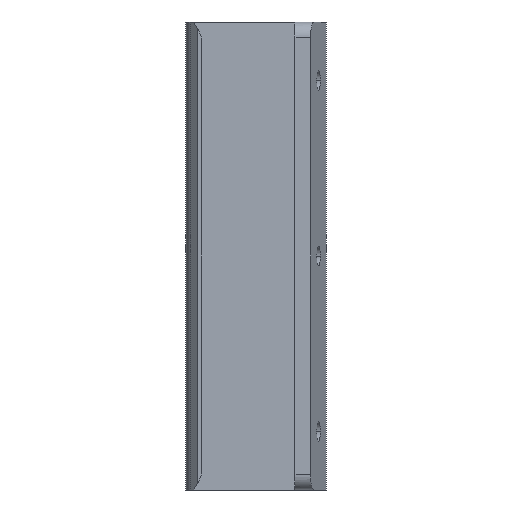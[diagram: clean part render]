
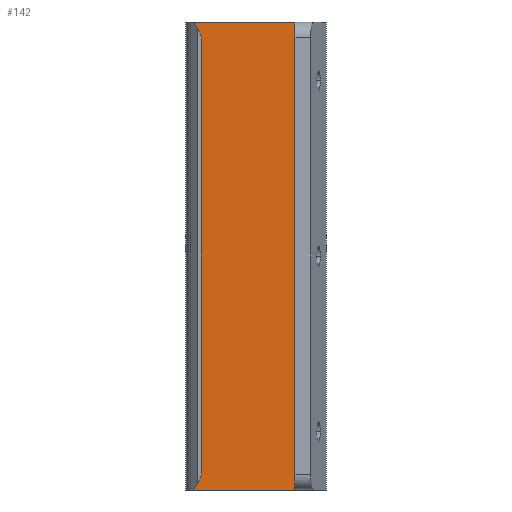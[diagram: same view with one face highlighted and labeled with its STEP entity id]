
A CAD part, left-side view. The second image highlights one B-rep face of the part: STEP entity #142.
In plain terms, the highlighted planar face has unit normal (-1, 0, 0).
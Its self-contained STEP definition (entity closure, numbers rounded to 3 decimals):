
#22 = CARTESIAN_POINT ( 'NONE',  ( 10., 0., -30. ) ) ;
#32 = EDGE_CURVE ( 'NONE', #573, #51, #480, .T. ) ;
#37 = ORIENTED_EDGE ( 'NONE', *, *, #48, .T. ) ;
#48 = EDGE_CURVE ( 'NONE', #49, #897, #182, .T. ) ;
#49 = VERTEX_POINT ( 'NONE', #161 ) ;
#51 = VERTEX_POINT ( 'NONE', #187 ) ;
#53 = CARTESIAN_POINT ( 'NONE',  ( 10., 0., 30. ) ) ;
#85 = DIRECTION ( 'NONE',  ( 1., 0., 0. ) ) ;
#93 = DIRECTION ( 'NONE',  ( 0., -1., 0. ) ) ;
#100 = VECTOR ( 'NONE', #543, 1000. ) ;
#134 = ORIENTED_EDGE ( 'NONE', *, *, #570, .T. ) ;
#142 = ADVANCED_FACE ( 'NONE', ( #247 ), #890, .F. ) ;
#144 = EDGE_CURVE ( 'NONE', #184, #891, #862, .T. ) ;
#161 = CARTESIAN_POINT ( 'NONE',  ( 10., 12.268, -28.732 ) ) ;
#163 = AXIS2_PLACEMENT_3D ( 'NONE', #437, #580, #852 ) ;
#165 = VECTOR ( 'NONE', #93, 1000. ) ;
#170 = CARTESIAN_POINT ( 'NONE',  ( 10., 13., 30. ) ) ;
#182 = LINE ( 'NONE', #657, #100 ) ;
#184 = VERTEX_POINT ( 'NONE', #170 ) ;
#185 = ORIENTED_EDGE ( 'NONE', *, *, #851, .F. ) ;
#187 = CARTESIAN_POINT ( 'NONE',  ( 10., 12., -27.732 ) ) ;
#202 = VECTOR ( 'NONE', #518, 1000. ) ;
#209 = CARTESIAN_POINT ( 'NONE',  ( 10., 13., -30. ) ) ;
#214 = LINE ( 'NONE', #22, #165 ) ;
#219 = VERTEX_POINT ( 'NONE', #239 ) ;
#239 = CARTESIAN_POINT ( 'NONE',  ( 10., 0., -30. ) ) ;
#247 = FACE_OUTER_BOUND ( 'NONE', #249, .T. ) ;
#249 = EDGE_LOOP ( 'NONE', ( #538, #185, #431, #713, #666, #636, #134, #37 ) ) ;
#323 = VECTOR ( 'NONE', #369, 1000. ) ;
#369 = DIRECTION ( 'NONE',  ( 0., -0.5, -0.866 ) ) ;
#387 = DIRECTION ( 'NONE',  ( 1., 0., 0. ) ) ;
#392 = VECTOR ( 'NONE', #820, 1000. ) ;
#431 = ORIENTED_EDGE ( 'NONE', *, *, #144, .F. ) ;
#437 = CARTESIAN_POINT ( 'NONE',  ( 10., 14., 27.732 ) ) ;
#479 = DIRECTION ( 'NONE',  ( 0., 0., -1. ) ) ;
#480 = LINE ( 'NONE', #864, #202 ) ;
#493 = CARTESIAN_POINT ( 'NONE',  ( 10., 0., 30. ) ) ;
#501 = EDGE_CURVE ( 'NONE', #184, #750, #827, .T. ) ;
#514 = CARTESIAN_POINT ( 'NONE',  ( 10., 9.75, 24.371 ) ) ;
#518 = DIRECTION ( 'NONE',  ( 0., 0., -1. ) ) ;
#525 = CARTESIAN_POINT ( 'NONE',  ( 10., 12.268, 28.732 ) ) ;
#538 = ORIENTED_EDGE ( 'NONE', *, *, #575, .T. ) ;
#543 = DIRECTION ( 'NONE',  ( 0., 0.5, -0.866 ) ) ;
#570 = EDGE_CURVE ( 'NONE', #51, #49, #813, .T. ) ;
#573 = VERTEX_POINT ( 'NONE', #585 ) ;
#575 = EDGE_CURVE ( 'NONE', #897, #219, #214, .T. ) ;
#580 = DIRECTION ( 'NONE',  ( 1., 0., 0. ) ) ;
#585 = CARTESIAN_POINT ( 'NONE',  ( 10., 12., 27.732 ) ) ;
#636 = ORIENTED_EDGE ( 'NONE', *, *, #32, .T. ) ;
#643 = DIRECTION ( 'NONE',  ( 0., 0., -1. ) ) ;
#657 = CARTESIAN_POINT ( 'NONE',  ( 10., -16.231, 20.629 ) ) ;
#666 = ORIENTED_EDGE ( 'NONE', *, *, #794, .T. ) ;
#672 = CARTESIAN_POINT ( 'NONE',  ( 10., 0., 30. ) ) ;
#696 = DIRECTION ( 'NONE',  ( 0., -1., 0. ) ) ;
#705 = LINE ( 'NONE', #672, #392 ) ;
#713 = ORIENTED_EDGE ( 'NONE', *, *, #501, .T. ) ;
#750 = VERTEX_POINT ( 'NONE', #525 ) ;
#758 = CIRCLE ( 'NONE', #163, 2. ) ;
#786 = AXIS2_PLACEMENT_3D ( 'NONE', #821, #85, #643 ) ;
#794 = EDGE_CURVE ( 'NONE', #750, #573, #758, .T. ) ;
#813 = CIRCLE ( 'NONE', #786, 2. ) ;
#814 = VECTOR ( 'NONE', #696, 1000. ) ;
#820 = DIRECTION ( 'NONE',  ( 0., 0., -1. ) ) ;
#821 = CARTESIAN_POINT ( 'NONE',  ( 10., 14., -27.732 ) ) ;
#827 = LINE ( 'NONE', #514, #323 ) ;
#851 = EDGE_CURVE ( 'NONE', #891, #219, #705, .T. ) ;
#852 = DIRECTION ( 'NONE',  ( 0., 0., -1. ) ) ;
#862 = LINE ( 'NONE', #884, #814 ) ;
#864 = CARTESIAN_POINT ( 'NONE',  ( 10., 12., 30. ) ) ;
#884 = CARTESIAN_POINT ( 'NONE',  ( 10., 0., 30. ) ) ;
#890 = PLANE ( 'NONE',  #893 ) ;
#891 = VERTEX_POINT ( 'NONE', #53 ) ;
#893 = AXIS2_PLACEMENT_3D ( 'NONE', #493, #387, #479 ) ;
#897 = VERTEX_POINT ( 'NONE', #209 ) ;
